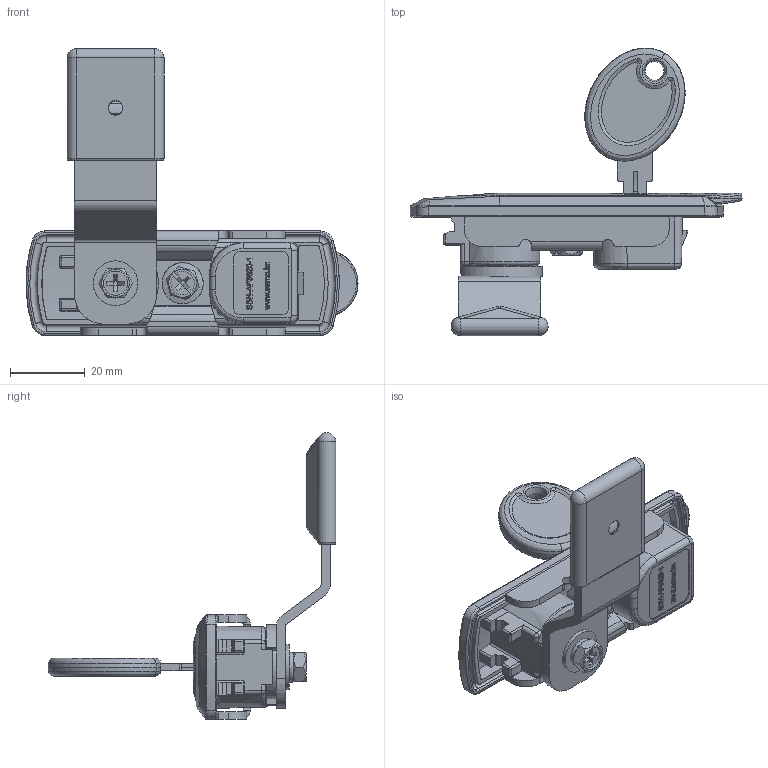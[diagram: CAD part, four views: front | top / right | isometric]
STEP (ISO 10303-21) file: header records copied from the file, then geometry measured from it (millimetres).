
FILE_DESCRIPTION(/* description */ (''),/* implementation_level */ '2;1');
FILE_NAME(/* name */ 'SBH-AF3620-1 v2.step',/* time_stamp */ '2024-06-24T08:55:55+09:00',/* author */ (''),/* organization */ (''),/* preprocessor_version */ 'ST-DEVELOPER v20',/* originating_system */ 'Autodesk Translation Framework v13.14.0.145',/* authorisation */ '');
FILE_SCHEMA (('AUTOMOTIVE_DESIGN { 1 0 10303 214 3 1 1 }'));
Products named in the file (1): SBH-AF3620-1
Bounding box: 89 x 77.17 x 76.89 mm (x, y, z)
Volume: 29677.1 mm3; surface area: 32983.9 mm2
Topology: 16 solids, 16 shells, 1915 faces, 5123 edges, 3316 vertices
Faces by surface type: plane 991, bspline 467, cylinder 349, torus 56, cone 36, sphere 16
Full cylindrical faces by diameter (mm): 3 x2, 3.1 x3, 3.5 x2, 4 x2, 4.2 x1, 5 x4, 5.5 x1, 6.5 x1, 9.8 x1, 11 x1, 12 x1, 13.3 x1, 13.4 x1, 14 x2, 14.3 x1, 14.4 x1
Entity records: 80340 total; most frequent: CARTESIAN_POINT 34840, ORIENTED_EDGE 10246, DIRECTION 8266, EDGE_CURVE 5123, VERTEX_POINT 3316, LINE 2972, VECTOR 2972, AXIS2_PLACEMENT_3D 2647
